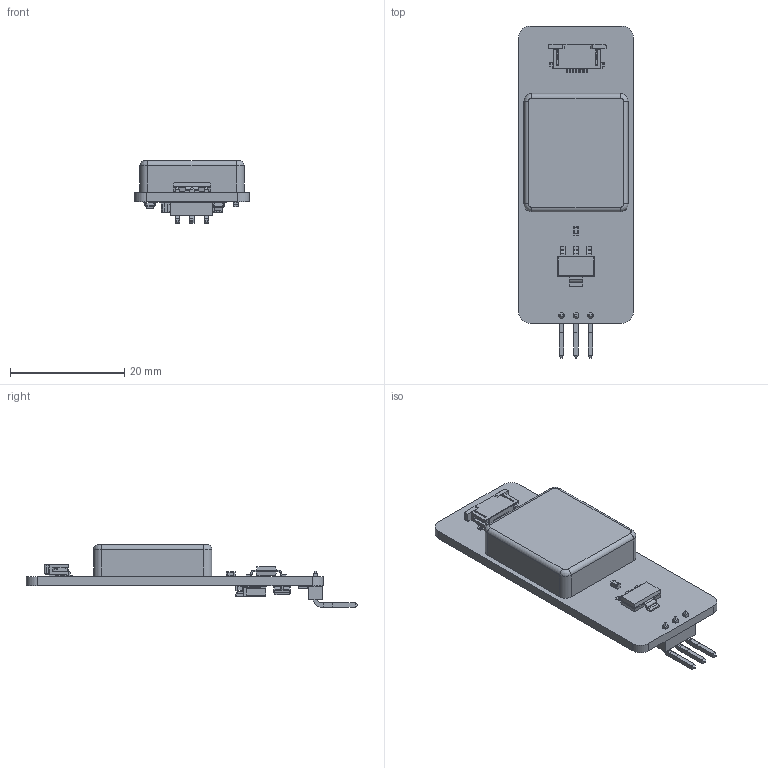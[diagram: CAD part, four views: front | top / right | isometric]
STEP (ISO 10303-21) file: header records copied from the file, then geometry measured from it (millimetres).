
FILE_DESCRIPTION(('KiCad electronic assembly'),'2;1');
FILE_NAME('U6A_MCU_Board.step','2024-08-17T09:32:36',('Pcbnew'),('Kicad' ),'Open CASCADE STEP processor 7.8','KiCad to STEP converter', 'Unknown');
FILE_SCHEMA(('AUTOMOTIVE_DESIGN { 1 0 10303 214 1 1 1 1 }'));
Length unit declared in the file: millimetre
Products named in the file (20): U6A_MCU_Board 1; MS207-10S; SOT-223; SOT_223; 52745-0897; 527450897; C_0603_1608Metric; R_0603_1608Metric; SOT-23; SOT_23; 505110-1292; 5051101292; SOT-23-5; SOT_23_5; PinHeader_022052031; PinHeader_022052031 v4; U6A_MCU_Board_PCB
Assembly tree (23 placements, depth 3):
  U6A_MCU_Board 1
    MS207-10S
      MS207-10S
    SOT-223
      SOT_223
    52745-0897
      527450897
    C_0603_1608Metric  x3
      C_0603_1608Metric
    R_0603_1608Metric  x3
      R_0603_1608Metric
    SOT-23
      SOT_23
    505110-1292
      5051101292
    SOT-23-5
      SOT_23_5
    PinHeader_022052031
      PinHeader_022052031 v4
    U6A_MCU_Board_PCB
Bounding box: 20 x 58.02 x 10.9 mm (x, y, z)
Volume: 2117.4 mm3; surface area: 4779.5 mm2
Topology: 20 solids, 20 shells, 1841 faces, 5167 edges, 3482 vertices
Faces by surface type: plane 1472, cylinder 289, bspline 72, torus 4, revolution 4
Full cylindrical faces by diameter (mm): 1 x3
Entity records: 57612 total; most frequent: CARTESIAN_POINT 10314, ORIENTED_EDGE 9574, DIRECTION 8671, EDGE_CURVE 4787, LINE 4289, VECTOR 4289, VERTEX_POINT 3098, AXIS2_PLACEMENT_3D 2189
